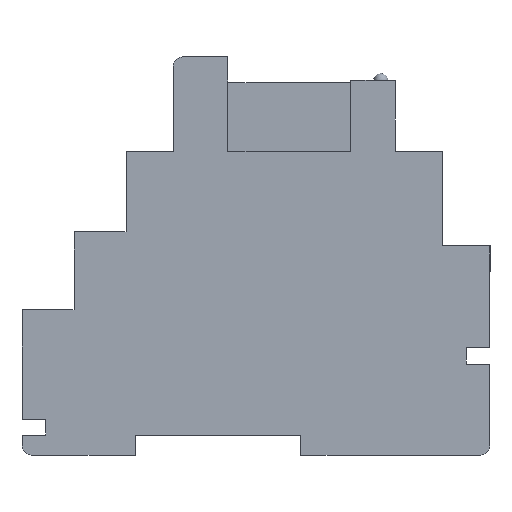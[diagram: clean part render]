
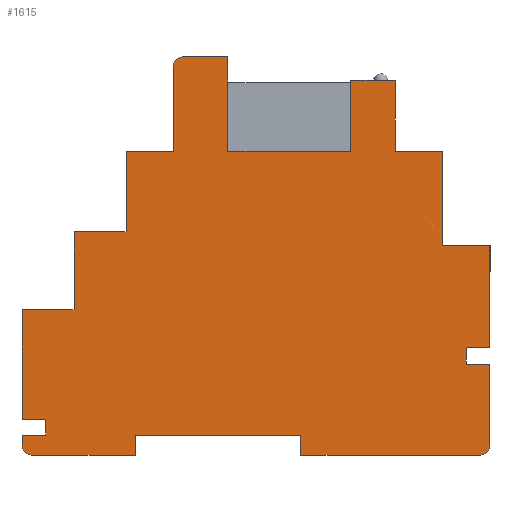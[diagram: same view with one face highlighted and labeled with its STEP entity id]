
A CAD part, left-side view. The second image highlights one B-rep face of the part: STEP entity #1615.
In plain terms, the highlighted planar face has unit normal (-1, 0, 0).
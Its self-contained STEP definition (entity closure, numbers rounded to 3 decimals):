
#753=CARTESIAN_POINT('',(0.0,99.,10.645));
#754=VERTEX_POINT('',#753);
#755=CARTESIAN_POINT('',(0.0,94.,10.645));
#756=VERTEX_POINT('',#755);
#757=CARTESIAN_POINT('',(0.0,99.,10.645));
#758=DIRECTION('',(0.0,-1.0,0.0));
#759=VECTOR('',#758,5.);
#760=LINE('',#757,#759);
#761=EDGE_CURVE('',#754,#756,#760,.T.);
#793=CARTESIAN_POINT('',(0.0,94.,7.345));
#794=VERTEX_POINT('',#793);
#795=CARTESIAN_POINT('',(0.0,94.,10.645));
#796=DIRECTION('',(0.0,0.0,-1.0));
#797=VECTOR('',#796,3.3);
#798=LINE('',#795,#797);
#799=EDGE_CURVE('',#756,#794,#798,.T.);
#824=CARTESIAN_POINT('',(0.0,99.,7.345));
#825=VERTEX_POINT('',#824);
#826=CARTESIAN_POINT('',(0.0,94.,7.345));
#827=DIRECTION('',(0.0,1.0,0.0));
#828=VECTOR('',#827,5.);
#829=LINE('',#826,#828);
#830=EDGE_CURVE('',#794,#825,#829,.T.);
#855=CARTESIAN_POINT('',(0.0,0.,22.345));
#856=VERTEX_POINT('',#855);
#857=CARTESIAN_POINT('',(0.0,5.,22.345));
#858=VERTEX_POINT('',#857);
#859=CARTESIAN_POINT('',(0.0,0.,22.345));
#860=DIRECTION('',(0.0,1.0,0.0));
#861=VECTOR('',#860,5.0);
#862=LINE('',#859,#861);
#863=EDGE_CURVE('',#856,#858,#862,.T.);
#895=CARTESIAN_POINT('',(0.0,5.,25.845));
#896=VERTEX_POINT('',#895);
#897=CARTESIAN_POINT('',(0.0,5.,22.345));
#898=DIRECTION('',(0.0,0.0,1.0));
#899=VECTOR('',#898,3.5);
#900=LINE('',#897,#899);
#901=EDGE_CURVE('',#858,#896,#900,.T.);
#926=CARTESIAN_POINT('',(0.0,0.,25.845));
#927=VERTEX_POINT('',#926);
#928=CARTESIAN_POINT('',(0.0,5.,25.845));
#929=DIRECTION('',(0.0,-1.0,0.0));
#930=VECTOR('',#929,5.0);
#931=LINE('',#928,#930);
#932=EDGE_CURVE('',#896,#927,#931,.T.);
#958=CARTESIAN_POINT('',(0.0,99.,33.845));
#959=VERTEX_POINT('',#958);
#960=CARTESIAN_POINT('',(0.0,99.0,10.645));
#961=DIRECTION('',(0.0,0.0,1.0));
#962=VECTOR('',#961,23.2);
#963=LINE('',#960,#962);
#964=EDGE_CURVE('',#754,#959,#963,.T.);
#1217=CARTESIAN_POINT('',(0.0,0.,5.095));
#1218=VERTEX_POINT('',#1217);
#1219=CARTESIAN_POINT('',(0.0,0.,22.345));
#1220=DIRECTION('',(0.0,0.0,-1.0));
#1221=VECTOR('',#1220,17.25);
#1222=LINE('',#1219,#1221);
#1223=EDGE_CURVE('',#856,#1218,#1222,.T.);
#1328=CARTESIAN_POINT('',(0.0,29.45,82.345));
#1329=VERTEX_POINT('',#1328);
#1336=CARTESIAN_POINT('',(0.0,20.,82.345));
#1337=VERTEX_POINT('',#1336);
#1338=CARTESIAN_POINT('',(0.0,29.45,82.345));
#1339=DIRECTION('',(0.0,-1.0,0.0));
#1340=VECTOR('',#1339,9.45);
#1341=LINE('',#1338,#1340);
#1342=EDGE_CURVE('',#1329,#1337,#1341,.T.);
#1362=CARTESIAN_POINT('',(0.0,29.45,67.345));
#1363=VERTEX_POINT('',#1362);
#1364=CARTESIAN_POINT('',(0.0,55.45,67.345));
#1365=VERTEX_POINT('',#1364);
#1366=CARTESIAN_POINT('',(0.0,29.45,67.345));
#1367=DIRECTION('',(0.0,1.0,0.0));
#1368=VECTOR('',#1367,26.0);
#1369=LINE('',#1366,#1368);
#1370=EDGE_CURVE('',#1363,#1365,#1369,.T.);
#1419=CARTESIAN_POINT('',(0.0,48.246,41.625));
#1420=DIRECTION('',(1.0,0.0,0.0));
#1421=DIRECTION('',(0.0,0.0,-1.0));
#1422=AXIS2_PLACEMENT_3D('',#1419,#1420,#1421);
#1423=PLANE('',#1422);
#1424=ORIENTED_EDGE('',*,*,#830,.T.);
#1425=CARTESIAN_POINT('',(0.0,99.,5.095));
#1426=VERTEX_POINT('',#1425);
#1427=CARTESIAN_POINT('',(0.0,99.0,5.095));
#1428=DIRECTION('',(0.0,0.0,1.0));
#1429=VECTOR('',#1428,2.25);
#1430=LINE('',#1427,#1429);
#1431=EDGE_CURVE('',#1426,#825,#1430,.T.);
#1432=ORIENTED_EDGE('',*,*,#1431,.F.);
#1433=CARTESIAN_POINT('',(0.0,97.0,3.095));
#1434=VERTEX_POINT('',#1433);
#1435=CARTESIAN_POINT('',(0.0,97.0,5.095));
#1436=DIRECTION('',(-1.0,0.0,0.0));
#1437=DIRECTION('',(0.0,0.0,-1.0));
#1438=AXIS2_PLACEMENT_3D('',#1435,#1436,#1437);
#1439=CIRCLE('',#1438,2.0);
#1440=EDGE_CURVE('',#1426,#1434,#1439,.T.);
#1441=ORIENTED_EDGE('',*,*,#1440,.T.);
#1442=CARTESIAN_POINT('',(0.0,75.0,3.095));
#1443=VERTEX_POINT('',#1442);
#1444=CARTESIAN_POINT('',(0.0,97.0,3.095));
#1445=DIRECTION('',(0.0,-1.0,0.0));
#1446=VECTOR('',#1445,22.0);
#1447=LINE('',#1444,#1446);
#1448=EDGE_CURVE('',#1434,#1443,#1447,.T.);
#1449=ORIENTED_EDGE('',*,*,#1448,.T.);
#1450=CARTESIAN_POINT('',(0.0,75.0,7.345));
#1451=VERTEX_POINT('',#1450);
#1452=CARTESIAN_POINT('',(0.0,75.0,3.095));
#1453=DIRECTION('',(0.0,0.0,1.0));
#1454=VECTOR('',#1453,4.25);
#1455=LINE('',#1452,#1454);
#1456=EDGE_CURVE('',#1443,#1451,#1455,.T.);
#1457=ORIENTED_EDGE('',*,*,#1456,.T.);
#1458=CARTESIAN_POINT('',(0.0,40.0,7.345));
#1459=VERTEX_POINT('',#1458);
#1460=CARTESIAN_POINT('',(0.0,40.0,7.345));
#1461=DIRECTION('',(0.0,1.0,0.0));
#1462=VECTOR('',#1461,35.0);
#1463=LINE('',#1460,#1462);
#1464=EDGE_CURVE('',#1459,#1451,#1463,.T.);
#1465=ORIENTED_EDGE('',*,*,#1464,.F.);
#1466=CARTESIAN_POINT('',(0.0,40.0,3.095));
#1467=VERTEX_POINT('',#1466);
#1468=CARTESIAN_POINT('',(0.0,40.0,7.345));
#1469=DIRECTION('',(0.0,0.0,-1.0));
#1470=VECTOR('',#1469,4.25);
#1471=LINE('',#1468,#1470);
#1472=EDGE_CURVE('',#1459,#1467,#1471,.T.);
#1473=ORIENTED_EDGE('',*,*,#1472,.T.);
#1474=CARTESIAN_POINT('',(0.0,2.,3.095));
#1475=VERTEX_POINT('',#1474);
#1476=CARTESIAN_POINT('',(0.0,40.0,3.095));
#1477=DIRECTION('',(0.0,-1.0,0.0));
#1478=VECTOR('',#1477,38.0);
#1479=LINE('',#1476,#1478);
#1480=EDGE_CURVE('',#1467,#1475,#1479,.T.);
#1481=ORIENTED_EDGE('',*,*,#1480,.T.);
#1482=CARTESIAN_POINT('',(0.0,2.,5.095));
#1483=DIRECTION('',(-1.0,0.0,0.0));
#1484=DIRECTION('',(0.0,-1.0,0.0));
#1485=AXIS2_PLACEMENT_3D('',#1482,#1483,#1484);
#1486=CIRCLE('',#1485,2.0);
#1487=EDGE_CURVE('',#1475,#1218,#1486,.T.);
#1488=ORIENTED_EDGE('',*,*,#1487,.T.);
#1489=ORIENTED_EDGE('',*,*,#1223,.F.);
#1490=ORIENTED_EDGE('',*,*,#863,.T.);
#1491=ORIENTED_EDGE('',*,*,#901,.T.);
#1492=ORIENTED_EDGE('',*,*,#932,.T.);
#1493=CARTESIAN_POINT('',(0.0,0.,47.345));
#1494=VERTEX_POINT('',#1493);
#1495=CARTESIAN_POINT('',(0.0,0.,47.345));
#1496=DIRECTION('',(0.0,0.0,-1.0));
#1497=VECTOR('',#1496,21.5);
#1498=LINE('',#1495,#1497);
#1499=EDGE_CURVE('',#1494,#927,#1498,.T.);
#1500=ORIENTED_EDGE('',*,*,#1499,.F.);
#1501=CARTESIAN_POINT('',(0.0,10.,47.345));
#1502=VERTEX_POINT('',#1501);
#1503=CARTESIAN_POINT('',(0.0,10.,47.345));
#1504=DIRECTION('',(0.0,-1.0,0.0));
#1505=VECTOR('',#1504,10.0);
#1506=LINE('',#1503,#1505);
#1507=EDGE_CURVE('',#1502,#1494,#1506,.T.);
#1508=ORIENTED_EDGE('',*,*,#1507,.F.);
#1509=CARTESIAN_POINT('',(0.0,10.,67.345));
#1510=VERTEX_POINT('',#1509);
#1511=CARTESIAN_POINT('',(0.0,10.,67.345));
#1512=DIRECTION('',(0.0,0.0,-1.0));
#1513=VECTOR('',#1512,20.0);
#1514=LINE('',#1511,#1513);
#1515=EDGE_CURVE('',#1510,#1502,#1514,.T.);
#1516=ORIENTED_EDGE('',*,*,#1515,.F.);
#1517=CARTESIAN_POINT('',(0.0,20.,67.345));
#1518=VERTEX_POINT('',#1517);
#1519=CARTESIAN_POINT('',(0.0,20.,67.345));
#1520=DIRECTION('',(0.0,-1.0,0.0));
#1521=VECTOR('',#1520,10.);
#1522=LINE('',#1519,#1521);
#1523=EDGE_CURVE('',#1518,#1510,#1522,.T.);
#1524=ORIENTED_EDGE('',*,*,#1523,.F.);
#1525=CARTESIAN_POINT('',(0.0,20.,82.345));
#1526=DIRECTION('',(0.0,0.0,-1.0));
#1527=VECTOR('',#1526,15.0);
#1528=LINE('',#1525,#1527);
#1529=EDGE_CURVE('',#1337,#1518,#1528,.T.);
#1530=ORIENTED_EDGE('',*,*,#1529,.F.);
#1531=ORIENTED_EDGE('',*,*,#1342,.F.);
#1532=CARTESIAN_POINT('',(0.0,29.45,82.345));
#1533=DIRECTION('',(0.0,0.0,-1.0));
#1534=VECTOR('',#1533,15.0);
#1535=LINE('',#1532,#1534);
#1536=EDGE_CURVE('',#1329,#1363,#1535,.T.);
#1537=ORIENTED_EDGE('',*,*,#1536,.T.);
#1538=ORIENTED_EDGE('',*,*,#1370,.T.);
#1539=CARTESIAN_POINT('',(0.0,55.45,87.345));
#1540=VERTEX_POINT('',#1539);
#1541=CARTESIAN_POINT('',(0.0,55.45,87.345));
#1542=DIRECTION('',(0.0,0.0,-1.0));
#1543=VECTOR('',#1542,20.0);
#1544=LINE('',#1541,#1543);
#1545=EDGE_CURVE('',#1540,#1365,#1544,.T.);
#1546=ORIENTED_EDGE('',*,*,#1545,.F.);
#1547=CARTESIAN_POINT('',(0.0,65.,87.345));
#1548=VERTEX_POINT('',#1547);
#1549=CARTESIAN_POINT('',(0.0,65.,87.345));
#1550=DIRECTION('',(0.0,-1.0,0.0));
#1551=VECTOR('',#1550,9.55);
#1552=LINE('',#1549,#1551);
#1553=EDGE_CURVE('',#1548,#1540,#1552,.T.);
#1554=ORIENTED_EDGE('',*,*,#1553,.F.);
#1555=CARTESIAN_POINT('',(0.0,67.,85.345));
#1556=VERTEX_POINT('',#1555);
#1557=CARTESIAN_POINT('',(0.0,65.,85.345));
#1558=DIRECTION('',(1.0,0.0,0.0));
#1559=DIRECTION('',(0.0,1.0,0.0));
#1560=AXIS2_PLACEMENT_3D('',#1557,#1558,#1559);
#1561=CIRCLE('',#1560,2.0);
#1562=EDGE_CURVE('',#1556,#1548,#1561,.T.);
#1563=ORIENTED_EDGE('',*,*,#1562,.F.);
#1564=CARTESIAN_POINT('',(0.0,67.0,67.345));
#1565=VERTEX_POINT('',#1564);
#1566=CARTESIAN_POINT('',(0.0,67.0,67.345));
#1567=DIRECTION('',(0.0,0.0,1.0));
#1568=VECTOR('',#1567,18.0);
#1569=LINE('',#1566,#1568);
#1570=EDGE_CURVE('',#1565,#1556,#1569,.T.);
#1571=ORIENTED_EDGE('',*,*,#1570,.F.);
#1572=CARTESIAN_POINT('',(0.0,77.0,67.345));
#1573=VERTEX_POINT('',#1572);
#1574=CARTESIAN_POINT('',(0.0,77.0,67.345));
#1575=DIRECTION('',(0.0,-1.0,0.0));
#1576=VECTOR('',#1575,10.0);
#1577=LINE('',#1574,#1576);
#1578=EDGE_CURVE('',#1573,#1565,#1577,.T.);
#1579=ORIENTED_EDGE('',*,*,#1578,.F.);
#1580=CARTESIAN_POINT('',(0.0,77.0,50.345));
#1581=VERTEX_POINT('',#1580);
#1582=CARTESIAN_POINT('',(0.0,77.0,50.345));
#1583=DIRECTION('',(0.0,0.0,1.0));
#1584=VECTOR('',#1583,17.0);
#1585=LINE('',#1582,#1584);
#1586=EDGE_CURVE('',#1581,#1573,#1585,.T.);
#1587=ORIENTED_EDGE('',*,*,#1586,.F.);
#1588=CARTESIAN_POINT('',(0.0,88.,50.345));
#1589=VERTEX_POINT('',#1588);
#1590=CARTESIAN_POINT('',(0.0,88.,50.345));
#1591=DIRECTION('',(0.0,-1.0,0.0));
#1592=VECTOR('',#1591,11.0);
#1593=LINE('',#1590,#1592);
#1594=EDGE_CURVE('',#1589,#1581,#1593,.T.);
#1595=ORIENTED_EDGE('',*,*,#1594,.F.);
#1596=CARTESIAN_POINT('',(0.0,88.,33.845));
#1597=VERTEX_POINT('',#1596);
#1598=CARTESIAN_POINT('',(0.0,88.,33.845));
#1599=DIRECTION('',(0.0,0.0,1.0));
#1600=VECTOR('',#1599,16.5);
#1601=LINE('',#1598,#1600);
#1602=EDGE_CURVE('',#1597,#1589,#1601,.T.);
#1603=ORIENTED_EDGE('',*,*,#1602,.F.);
#1604=CARTESIAN_POINT('',(0.0,99.,33.845));
#1605=DIRECTION('',(0.0,-1.0,0.0));
#1606=VECTOR('',#1605,11.0);
#1607=LINE('',#1604,#1606);
#1608=EDGE_CURVE('',#959,#1597,#1607,.T.);
#1609=ORIENTED_EDGE('',*,*,#1608,.F.);
#1610=ORIENTED_EDGE('',*,*,#964,.F.);
#1611=ORIENTED_EDGE('',*,*,#761,.T.);
#1612=ORIENTED_EDGE('',*,*,#799,.T.);
#1613=EDGE_LOOP('',(#1424,#1432,#1441,#1449,#1457,#1465,#1473,#1481,#1488,#1489,#1490,#1491,#1492,#1500,#1508,#1516,#1524,#1530,#1531,#1537,#1538,#1546,#1554,#1563,#1571,#1579,#1587,#1595,#1603,#1609,#1610,#1611,#1612));
#1614=FACE_OUTER_BOUND('',#1613,.T.);
#1615=ADVANCED_FACE('',(#1614),#1423,.F.);
